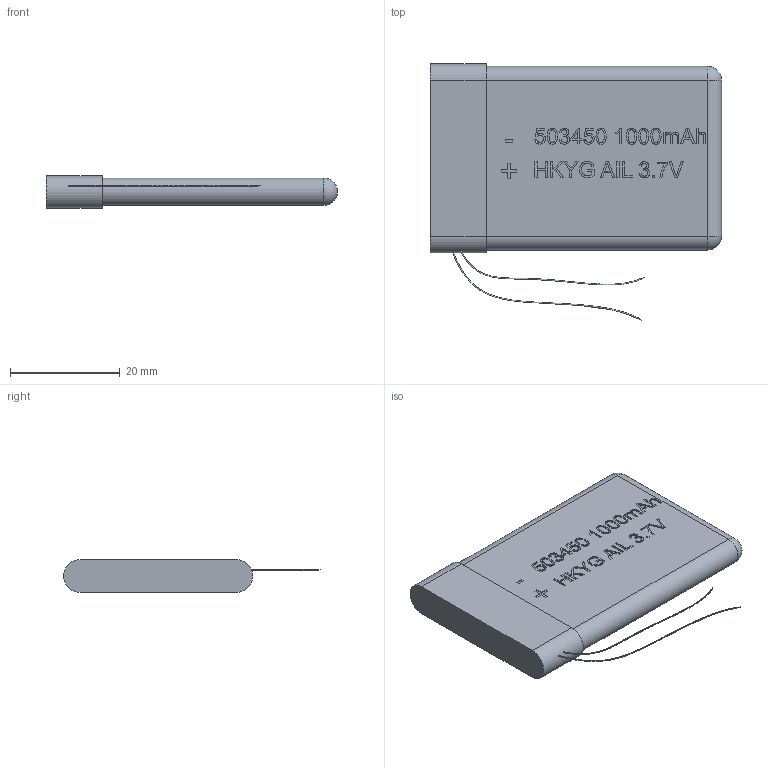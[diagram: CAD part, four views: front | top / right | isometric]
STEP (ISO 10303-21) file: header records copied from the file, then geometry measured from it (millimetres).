
FILE_DESCRIPTION(/* description */ (''),/* implementation_level */ '2;1');
FILE_NAME(/* name */ 'Battery.step',/* time_stamp */ '2022-12-02T21:47:07+01:00',/* author */ (''),/* organization */ (''),/* preprocessor_version */ 'ST-DEVELOPER v19.2',/* originating_system */ 'Autodesk Translation Framework v11.17.0.187',/* authorisation */ '');
FILE_SCHEMA (('AUTOMOTIVE_DESIGN { 1 0 10303 214 3 1 1 }'));
Length unit declared in the file: millimetre
Products named in the file (2): Bateria LiPo 3.7V 1000mA 503450 v23; parte de la pila_lipo v4
Assembly tree (1 placements, depth 2):
  Bateria LiPo 3.7V 1000mA 503450 v23
    parte de la pila_lipo v4
Bounding box: 53.1 x 46.82 x 6 mm (x, y, z)
Volume: 7652.8 mm3; surface area: 6016.5 mm2
Topology: 8 solids, 8 shells, 586 faces, 1561 edges, 1034 vertices
Faces by surface type: plane 289, bspline 274, cylinder 21, sphere 2
Full cylindrical faces by diameter (mm): 0.05 x2
Entity records: 21833 total; most frequent: CARTESIAN_POINT 8947, ORIENTED_EDGE 3122, DIRECTION 1701, EDGE_CURVE 1561, VERTEX_POINT 1034, LINE 971, VECTOR 971, EDGE_LOOP 629
